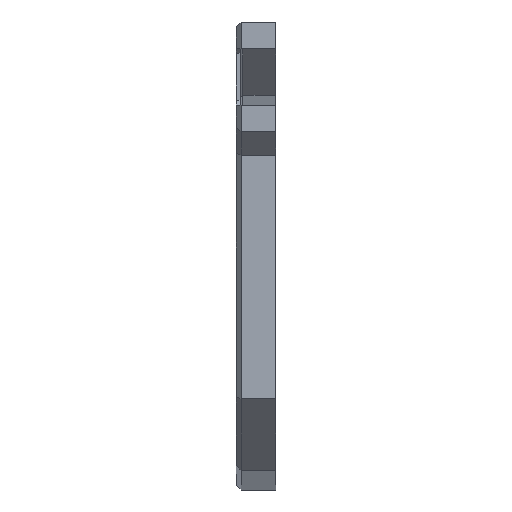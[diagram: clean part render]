
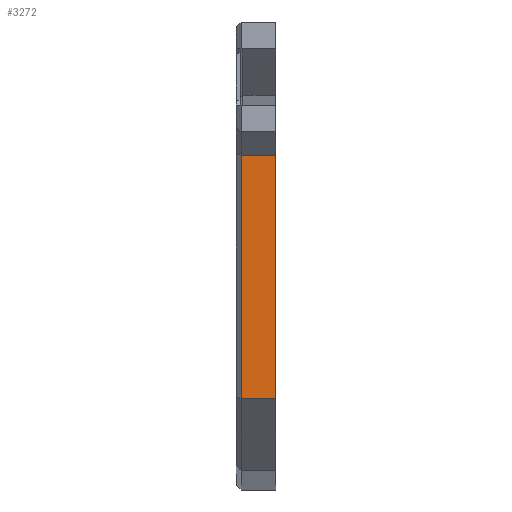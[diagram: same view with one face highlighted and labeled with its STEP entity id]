
A CAD part, front view. The second image highlights one B-rep face of the part: STEP entity #3272.
In plain terms, the highlighted planar face has unit normal (0, -1, 0).
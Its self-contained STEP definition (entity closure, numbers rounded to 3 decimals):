
#370=FACE_OUTER_BOUND('',#564,.T.);
#564=EDGE_LOOP('',(#2951,#2952,#2953,#2954));
#722=LINE('',#4774,#1074);
#855=LINE('',#5241,#1207);
#917=LINE('',#5408,#1269);
#918=LINE('',#5410,#1270);
#1074=VECTOR('',#3820,10.);
#1207=VECTOR('',#4217,10.);
#1269=VECTOR('',#4399,10.);
#1270=VECTOR('',#4402,10.);
#1413=VERTEX_POINT('',#4771);
#1414=VERTEX_POINT('',#4773);
#1540=VERTEX_POINT('',#5232);
#1541=VERTEX_POINT('',#5239);
#1745=EDGE_CURVE('',#1414,#1413,#722,.T.);
#1956=EDGE_CURVE('',#1541,#1540,#855,.T.);
#2037=EDGE_CURVE('',#1413,#1540,#917,.T.);
#2038=EDGE_CURVE('',#1414,#1541,#918,.T.);
#2951=ORIENTED_EDGE('',*,*,#1956,.F.);
#2952=ORIENTED_EDGE('',*,*,#2038,.F.);
#2953=ORIENTED_EDGE('',*,*,#1745,.T.);
#2954=ORIENTED_EDGE('',*,*,#2037,.T.);
#3103=PLANE('',#3542);
#3272=ADVANCED_FACE('',(#370),#3103,.T.);
#3542=AXIS2_PLACEMENT_3D('',#5409,#4400,#4401);
#3820=DIRECTION('',(0.,0.,1.));
#4217=DIRECTION('',(0.,0.,1.));
#4399=DIRECTION('',(-1.,0.,0.));
#4400=DIRECTION('center_axis',(0.,-1.,0.));
#4401=DIRECTION('ref_axis',(0.,0.,
1.));
#4402=DIRECTION('',(-1.,0.,0.));
#4771=CARTESIAN_POINT('',(33.,62.398,-172.805));
#4773=CARTESIAN_POINT('',(33.,62.398,-250.611));
#4774=CARTESIAN_POINT('',(33.,62.398,-250.611));
#5232=CARTESIAN_POINT('',(22.,62.398,-172.805));
#5239=CARTESIAN_POINT('',(22.,62.398,-250.611));
#5241=CARTESIAN_POINT('',(22.,62.398,-227.808));
#5408=CARTESIAN_POINT('',(33.,62.398,-172.805));
#5409=CARTESIAN_POINT('Origin',(33.,62.398,-250.611));
#5410=CARTESIAN_POINT('',(33.,62.398,-250.611));
